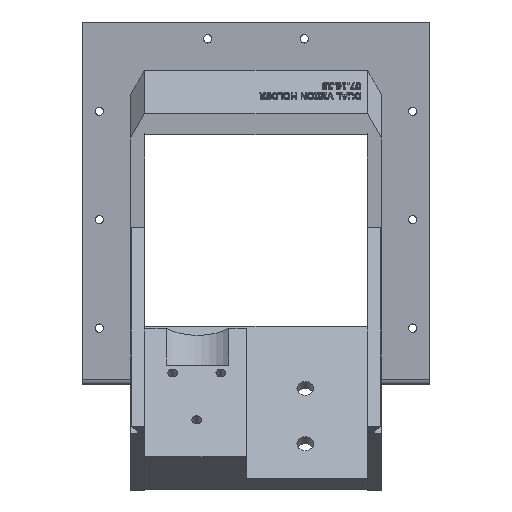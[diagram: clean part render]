
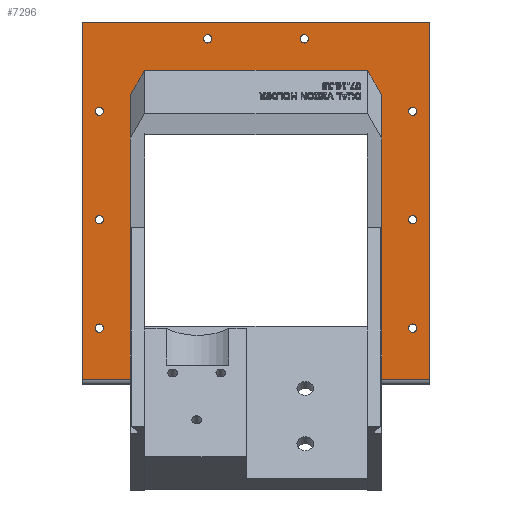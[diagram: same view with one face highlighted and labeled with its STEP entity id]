
A CAD part, top view. The second image highlights one B-rep face of the part: STEP entity #7296.
In plain terms, the highlighted planar face has unit normal (0, 0, 1).
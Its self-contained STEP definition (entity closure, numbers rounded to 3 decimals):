
#56=CIRCLE('',#7599,1.729);
#57=CIRCLE('',#7600,1.729);
#58=CIRCLE('',#7601,1.729);
#59=CIRCLE('',#7602,1.729);
#60=CIRCLE('',#7603,1.729);
#61=CIRCLE('',#7604,1.729);
#62=CIRCLE('',#7605,1.729);
#63=CIRCLE('',#7606,1.729);
#127=FACE_BOUND('',#1323,.T.);
#128=FACE_BOUND('',#1324,.T.);
#129=FACE_BOUND('',#1325,.T.);
#130=FACE_BOUND('',#1326,.T.);
#131=FACE_BOUND('',#1327,.T.);
#132=FACE_BOUND('',#1328,.T.);
#133=FACE_BOUND('',#1329,.T.);
#134=FACE_BOUND('',#1330,.T.);
#135=FACE_BOUND('',#1331,.T.);
#883=FACE_OUTER_BOUND('',#1322,.T.);
#1322=EDGE_LOOP('',(#6518,#6519,#6520,#6521));
#1323=EDGE_LOOP('',(#6522));
#1324=EDGE_LOOP('',(#6523));
#1325=EDGE_LOOP('',(#6524));
#1326=EDGE_LOOP('',(#6525));
#1327=EDGE_LOOP('',(#6526));
#1328=EDGE_LOOP('',(#6527));
#1329=EDGE_LOOP('',(#6528));
#1330=EDGE_LOOP('',(#6529));
#1331=EDGE_LOOP('',(#6530,#6531,#6532,#6533,#6534,#6535));
#1401=LINE('',#9053,#2146);
#1424=LINE('',#9099,#2169);
#2042=LINE('',#12587,#2787);
#2046=LINE('',#12600,#2791);
#2052=LINE('',#12620,#2797);
#2053=LINE('',#12623,#2798);
#2073=LINE('',#12690,#2818);
#2074=LINE('',#12692,#2819);
#2075=LINE('',#12694,#2820);
#2076=LINE('',#12695,#2821);
#2146=VECTOR('',#7699,10.);
#2169=VECTOR('',#7732,10.);
#2787=VECTOR('',#8722,10.);
#2791=VECTOR('',#8742,10.);
#2797=VECTOR('',#8764,10.);
#2798=VECTOR('',#8769,10.);
#2818=VECTOR('',#8827,10.);
#2819=VECTOR('',#8828,10.);
#2820=VECTOR('',#8829,10.);
#2821=VECTOR('',#8830,10.);
#2886=VERTEX_POINT('',#9050);
#2887=VERTEX_POINT('',#9052);
#2904=VERTEX_POINT('',#9096);
#2905=VERTEX_POINT('',#9098);
#3492=VERTEX_POINT('',#12584);
#3493=VERTEX_POINT('',#12586);
#3527=VERTEX_POINT('',#12688);
#3528=VERTEX_POINT('',#12689);
#3529=VERTEX_POINT('',#12691);
#3530=VERTEX_POINT('',#12693);
#3531=VERTEX_POINT('',#12696);
#3532=VERTEX_POINT('',#12698);
#3533=VERTEX_POINT('',#12700);
#3534=VERTEX_POINT('',#12702);
#3535=VERTEX_POINT('',#12704);
#3536=VERTEX_POINT('',#12706);
#3537=VERTEX_POINT('',#12708);
#3538=VERTEX_POINT('',#12710);
#3589=EDGE_CURVE('',#2887,#2886,#1401,.T.);
#3612=EDGE_CURVE('',#2905,#2904,#1424,.T.);
#4492=EDGE_CURVE('',#3493,#3492,#2042,.T.);
#4496=EDGE_CURVE('',#2886,#2905,#2046,.T.);
#4507=EDGE_CURVE('',#3493,#2904,#2052,.F.);
#4508=EDGE_CURVE('',#2887,#3492,#2053,.F.);
#4541=EDGE_CURVE('',#3527,#3528,#2073,.T.);
#4542=EDGE_CURVE('',#3527,#3529,#2074,.T.);
#4543=EDGE_CURVE('',#3529,#3530,#2075,.T.);
#4544=EDGE_CURVE('',#3530,#3528,#2076,.T.);
#4545=EDGE_CURVE('',#3531,#3531,#56,.T.);
#4546=EDGE_CURVE('',#3532,#3532,#57,.T.);
#4547=EDGE_CURVE('',#3533,#3533,#58,.T.);
#4548=EDGE_CURVE('',#3534,#3534,#59,.T.);
#4549=EDGE_CURVE('',#3535,#3535,#60,.T.);
#4550=EDGE_CURVE('',#3536,#3536,#61,.T.);
#4551=EDGE_CURVE('',#3537,#3537,#62,.T.);
#4552=EDGE_CURVE('',#3538,#3538,#63,.T.);
#6518=ORIENTED_EDGE('',*,*,#4541,.F.);
#6519=ORIENTED_EDGE('',*,*,#4542,.T.);
#6520=ORIENTED_EDGE('',*,*,#4543,.T.);
#6521=ORIENTED_EDGE('',*,*,#4544,.T.);
#6522=ORIENTED_EDGE('',*,*,#4545,.T.);
#6523=ORIENTED_EDGE('',*,*,#4546,.T.);
#6524=ORIENTED_EDGE('',*,*,#4547,.T.);
#6525=ORIENTED_EDGE('',*,*,#4548,.T.);
#6526=ORIENTED_EDGE('',*,*,#4549,.T.);
#6527=ORIENTED_EDGE('',*,*,#4550,.T.);
#6528=ORIENTED_EDGE('',*,*,#4551,.T.);
#6529=ORIENTED_EDGE('',*,*,#4552,.T.);
#6530=ORIENTED_EDGE('',*,*,#4496,.T.);
#6531=ORIENTED_EDGE('',*,*,#3612,.T.);
#6532=ORIENTED_EDGE('',*,*,#4507,.F.);
#6533=ORIENTED_EDGE('',*,*,#4492,.T.);
#6534=ORIENTED_EDGE('',*,*,#4508,.F.);
#6535=ORIENTED_EDGE('',*,*,#3589,.T.);
#6925=PLANE('',#7598);
#7296=ADVANCED_FACE('',(#883,#127,#128,#129,#130,#131,#132,#133,#134,#135),
#6925,.T.);
#7598=AXIS2_PLACEMENT_3D('',#12687,#8825,#8826);
#7599=AXIS2_PLACEMENT_3D('',#12697,#8831,#8832);
#7600=AXIS2_PLACEMENT_3D('',#12699,#8833,#8834);
#7601=AXIS2_PLACEMENT_3D('',#12701,#8835,#8836);
#7602=AXIS2_PLACEMENT_3D('',#12703,#8837,#8838);
#7603=AXIS2_PLACEMENT_3D('',#12705,#8839,#8840);
#7604=AXIS2_PLACEMENT_3D('',#12707,#8841,#8842);
#7605=AXIS2_PLACEMENT_3D('',#12709,#8843,#8844);
#7606=AXIS2_PLACEMENT_3D('',#12711,#8845,#8846);
#7699=DIRECTION('',(0.,-1.,0.));
#7732=DIRECTION('',(0.,1.,0.));
#8722=DIRECTION('',(1.,0.,0.));
#8742=DIRECTION('',(-1.,0.,0.));
#8764=DIRECTION('',(0.498,0.867,0.));
#8769=DIRECTION('',(0.498,-0.867,0.));
#8825=DIRECTION('center_axis',(0.,0.,1.));
#8826=DIRECTION('ref_axis',(1.,0.,0.));
#8827=DIRECTION('',(-1.,0.,0.));
#8828=DIRECTION('',(0.,1.,0.));
#8829=DIRECTION('',(-1.,0.,0.));
#8830=DIRECTION('',(0.,-1.,0.));
#8831=DIRECTION('center_axis',(0.,0.,-1.));
#8832=DIRECTION('ref_axis',(1.,0.,0.));
#8833=DIRECTION('center_axis',(0.,0.,-1.));
#8834=DIRECTION('ref_axis',(1.,0.,0.));
#8835=DIRECTION('center_axis',(0.,0.,-1.));
#8836=DIRECTION('ref_axis',(1.,0.,0.));
#8837=DIRECTION('center_axis',(0.,0.,-1.));
#8838=DIRECTION('ref_axis',(1.,0.,0.));
#8839=DIRECTION('center_axis',(0.,0.,-1.));
#8840=DIRECTION('ref_axis',(1.,0.,0.));
#8841=DIRECTION('center_axis',(0.,0.,-1.));
#8842=DIRECTION('ref_axis',(1.,0.,0.));
#8843=DIRECTION('center_axis',(0.,0.,-1.));
#8844=DIRECTION('ref_axis',(1.,0.,0.));
#8845=DIRECTION('center_axis',(0.,0.,-1.));
#8846=DIRECTION('ref_axis',(1.,0.,0.));
#9050=CARTESIAN_POINT('',(49.732,-66.73,5.));
#9052=CARTESIAN_POINT('',(49.732,50.081,5.));
#9053=CARTESIAN_POINT('',(49.732,-50.581,5.));
#9096=CARTESIAN_POINT('',(-54.732,50.081,5.));
#9098=CARTESIAN_POINT('',(-54.732,-66.73,5.));
#9099=CARTESIAN_POINT('',(-54.732,13.927,5.));
#12584=CARTESIAN_POINT('',(43.732,60.541,5.));
#12586=CARTESIAN_POINT('',(-48.732,60.541,5.));
#12587=CARTESIAN_POINT('',(-2.5,60.541,5.));
#12600=CARTESIAN_POINT('',(-2.5,-66.73,5.));
#12620=CARTESIAN_POINT('',(-62.166,37.119,5.));
#12623=CARTESIAN_POINT('',(71.087,12.849,5.));
#12687=CARTESIAN_POINT('Origin',(-2.5,-1.5,5.));
#12688=CARTESIAN_POINT('',(69.5,-67.799,5.));
#12689=CARTESIAN_POINT('',(-74.5,-67.799,5.));
#12690=CARTESIAN_POINT('',(-38.5,-67.799,5.));
#12691=CARTESIAN_POINT('',(69.5,80.5,5.));
#12692=CARTESIAN_POINT('',(69.5,-83.5,5.));
#12693=CARTESIAN_POINT('',(-74.5,80.5,5.));
#12694=CARTESIAN_POINT('',(69.5,80.5,5.));
#12695=CARTESIAN_POINT('',(-74.5,80.5,5.));
#12696=CARTESIAN_POINT('',(15.771,73.5,5.));
#12697=CARTESIAN_POINT('Origin',(17.5,73.5,5.));
#12698=CARTESIAN_POINT('',(60.771,-46.5,5.));
#12699=CARTESIAN_POINT('Origin',(62.5,-46.5,5.));
#12700=CARTESIAN_POINT('',(60.771,-1.5,5.));
#12701=CARTESIAN_POINT('Origin',(62.5,-1.5,5.));
#12702=CARTESIAN_POINT('',(-69.229,43.5,5.));
#12703=CARTESIAN_POINT('Origin',(-67.5,43.5,5.));
#12704=CARTESIAN_POINT('',(-69.229,-1.5,5.));
#12705=CARTESIAN_POINT('Origin',(-67.5,-1.5,5.));
#12706=CARTESIAN_POINT('',(-69.229,-46.5,5.));
#12707=CARTESIAN_POINT('Origin',(-67.5,-46.5,5.));
#12708=CARTESIAN_POINT('',(60.771,43.5,5.));
#12709=CARTESIAN_POINT('Origin',(62.5,43.5,5.));
#12710=CARTESIAN_POINT('',(-24.229,73.5,5.));
#12711=CARTESIAN_POINT('Origin',(-22.5,73.5,5.));
